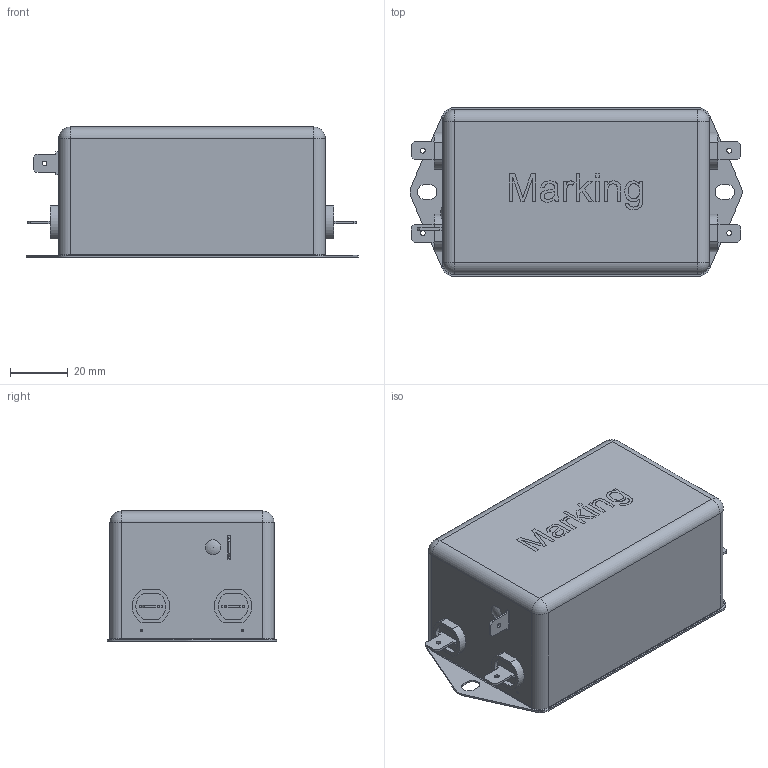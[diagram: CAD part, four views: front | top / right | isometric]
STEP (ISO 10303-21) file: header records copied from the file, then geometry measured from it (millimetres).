
FILE_DESCRIPTION(/* description */ ('Unknown'),/* implementation_level */ '2;1');
FILE_NAME(/* name */ '810913xxx_two-stage',/* time_stamp */ '2018-09-25T15:51:03+02:00',/* author */ ('Unknown'),/* organization */ ('Unknown'),/* preprocessor_version */ 'ST-DEVELOPER v16.7',/* originating_system */ 'DEX',/* authorisation */ $);
FILE_SCHEMA (('AUTOMOTIVE_DESIGN {1 0 10303 214 3 1 1}'));
Length unit declared in the file: millimetre
Products named in the file (4): 810913xxx_two-stage; Housing; Body; Weld
Assembly tree (3 placements, depth 2):
  810913xxx_two-stage
    Housing
    Body
    Weld
Bounding box: 114.87 x 58.5 x 45 mm (x, y, z)
Volume: 221498.7 mm3; surface area: 58395.1 mm2
Topology: 4 solids, 4 shells, 280 faces, 706 edges, 456 vertices
Faces by surface type: plane 184, cylinder 63, bspline 16, torus 9, sphere 8
Full cylindrical faces by diameter (mm): 1.65 x5
Entity records: 10894 total; most frequent: CARTESIAN_POINT 2693, ORIENTED_EDGE 1366, DIRECTION 1235, EDGE_CURVE 683, VERTEX_POINT 452, LINE 419, VECTOR 419, AXIS2_PLACEMENT_3D 408
